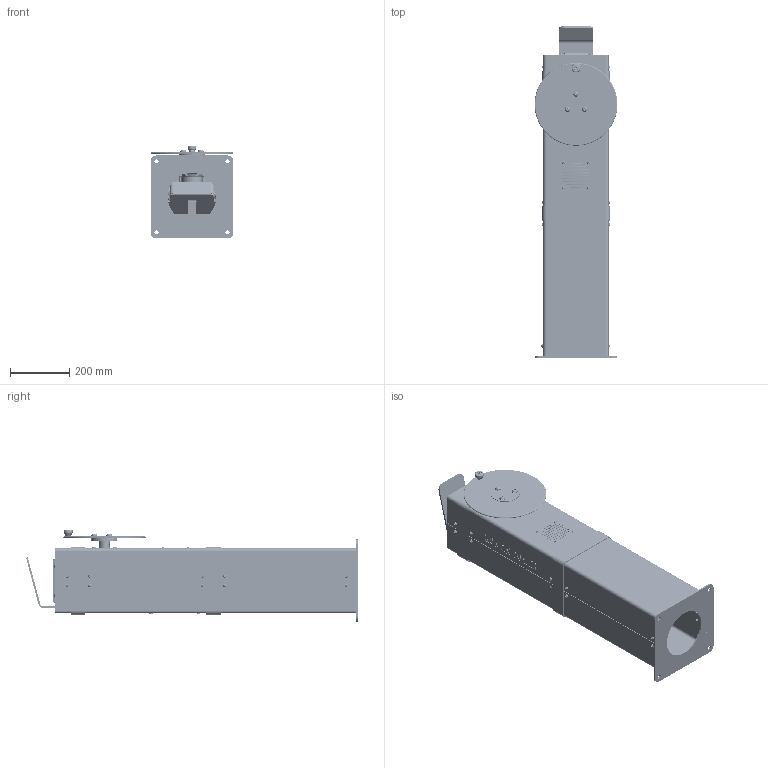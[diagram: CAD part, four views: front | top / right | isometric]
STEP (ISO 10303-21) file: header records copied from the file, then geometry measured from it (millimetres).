
FILE_DESCRIPTION (( 'STEP AP203' ), '1' );
FILE_NAME ('90008_R4_DJ-POST.STEP', '2021-11-10T13:45:00', ( '' ), ( '' ), 'SwSTEP 2.0', 'SolidWorks 2020', '' );
FILE_SCHEMA (( 'CONFIG_CONTROL_DESIGN' ));
Length unit declared in the file: millimetre
Products named in the file (67): 30066_R1_chassisplug_USB; 30032_speaker_large_4ohm; Hex Cylinder Head Cap Screw_isox-DESKTOP-49KEIT0_ISO 4762 M4 x 12 - 12N1; plain washer normal grade c_1_iso_Washer ISO 7091 - 103; 10214_frame_servicehatch_4mmsteel; 10216_servicehatch_2mmsteel; 30200_dj_coils_pickup; 50020_R2_PU_pick-up_module_DJ; 10080_R2_wheelknob_SST; 11422_R1_hp_frontshell_DJ_2mmsteel; 20055_DJ_ROOFTOP; 20095_R2_AXLE_GENERATOR_EXTENSION_35mmSST; 30181_4pole_LED_plug; 10219_cam_4mmsteel; 10075_turningwheel_small_280mm_6mmsteel; 30067_chassisplug_switch; 11290_rubber_block_pickup; plain washer normal grade c_1_iso_Washer ISO 7091 - 63; 10105_DJ+RGB_COMPUTER; socket button head screw_1_isofer-DESKTOP-49KEIT0_ISO 7380 - M5 x 30 - 30N1; 10224_footplate_kwdj_5mmsteel; 20050_REAR_COVER; 30103_UUB_BUS; plain washer normal grade c_1_iso_Washer ISO 7091 - 61; 40006_Speaker large 80cm cable plug 4OHM; 20045_COUPLING_SHELL; 11410_module_support_DJ_KW_2mmRVS; 30084_Box_Medium_LED-strip; 40030_R1_dj_coils_pickup_100cmCable_plug; hex bolt gradec_1_iso_ISO 4016 - M8 x 20 x 20-NN1; 10212_hp_rearshell_2mmsteel; torque nut 08_1_iso_ISO 10511-M5-N1; y-DESKTOP-49KEIT0_Washer ISO 7091 - 53; 10230_topshell_small_2mmsteel; 30201_cable_4pole_100mm; 40020_R2_generator_XXL_60cmcable_plug; 10218_bentcouplingstrip_3mmsteel; 30050_r1_cableplug_2-pole; 10249_R2_dj_pickup_PUresin_black; 30231_schroefdop_usb_module ...
Assembly tree (144 placements, depth 4):
  90008_R4_DJ-POST
    70074_R1_TurningWheel_Assembled_280mm
      70080_R1_Wheelknob_Assembled
        10080_R2_wheelknob_SST
        11424_bus_wheelknob_sst
        Hex Cylinder Head Cap Screw_isox_ISO 4762 M10 x 16 - 16N1
      10075_turningwheel_small_280mm_6mmsteel
      10098_R1_turningwheel_cover_2mmAlu_sublimated
      plain washer normal grade c_1_iso_Washer ISO 7091 - 103  x3
      socket button head screw_2_iso_ISO 7380 - M10 x 16 - 16N1  x3
    50020_R2_PU_pick-up_module_DJ
      40030_R1_dj_coils_pickup_100cmCable_plug
        30200_dj_coils_pickup
        30201_cable_4pole_100mm
        30181_4pole_LED_plug
      11290_rubber_block_pickup
      10249_R2_dj_pickup_PUresin_black
      10247_sublimated_pickup_2mmalu
      hex bolt gradec_1_iso_ISO 4016 - M8 x 20 x 20-NN1  x4
    40020_R2_generator_XXL_60cmcable_plug
    40006_Speaker large 80cm cable plug 4OHM
      30107_cable_2pole_150cm
      30050_r1_cableplug_2-pole
      30032_speaker_large_4ohm
    20095_R2_AXLE_GENERATOR_EXTENSION_35mmSST
    20055_DJ_ROOFTOP
      10245_R1_flat_roof_dj_6mmsteel
      10246_bent_roof_dj_6mmsteel
      10230_topshell_small_2mmsteel  x2
    20050_REAR_COVER
      10212_hp_rearshell_2mmsteel
      10214_frame_servicehatch_4mmsteel  x2
    20045_COUPLING_SHELL  x2
      10218_bentcouplingstrip_3mmsteel
      10219_cam_4mmsteel
    20042_R1_BASEFRAME_LARGE
      10224_footplate_kwdj_5mmsteel
      10228_r1_verticalflap_large_3mmstaal  x2
    11458_EPDM_sealingring_generator_1mm
    11422_R1_hp_frontshell_DJ_2mmsteel
    11410_module_support_DJ_KW_2mmRVS
    10250_r1_clamp_pickup_3mmsteel
    10222_bottomshell_large_2mmsteel  x2
    10216_servicehatch_2mmsteel
    10105_DJ+RGB_COMPUTER
      30084_Box_Medium_LED-strip
      30058_chassisplug_volume_blue_DJ
      30066_R1_chassisplug_USB
      30067_chassisplug_switch
      30068_R1_chassisplug_speaker_2p
      30069_R1_chassisplug_generator  x2
      30103_UUB_BUS
      30071_chassisplug_rgbLED_4p  x2
      30231_schroefdop_usb_module
      y-DESKTOP-49KEIT0_Washer ISO 7091 - 53
      hex tapping screws_1_iso_Tapping Screw ISO 14585 - ST3.5 x 16-C-S1
    plain washer normal grade c_1_iso_Washer ISO 7091 - 61  x20
    plain washer normal grade c_1_iso_Washer ISO 7091 - 63  x4
    y_Washer ISO 7091 - 81  x4
    torque nut 08_1_iso_ISO 10511-M5-N1  x4
Bounding box: 280 x 1120.51 x 313 mm (x, y, z)
Volume: 6123553.6 mm3; surface area: 3464798.3 mm2
Topology: 171 solids, 171 shells, 6798 faces, 16260 edges, 10306 vertices
Faces by surface type: cylinder 2785, plane 2096, bspline 1024, cone 515, torus 282, sphere 96
Entity records: 230141 total; most frequent: CARTESIAN_POINT 111739, ORIENTED_EDGE 24150, DIRECTION 19806, EDGE_CURVE 12075, VERTEX_POINT 7797, AXIS2_PLACEMENT_3D 7260, EDGE_LOOP 5854, LINE 5286
